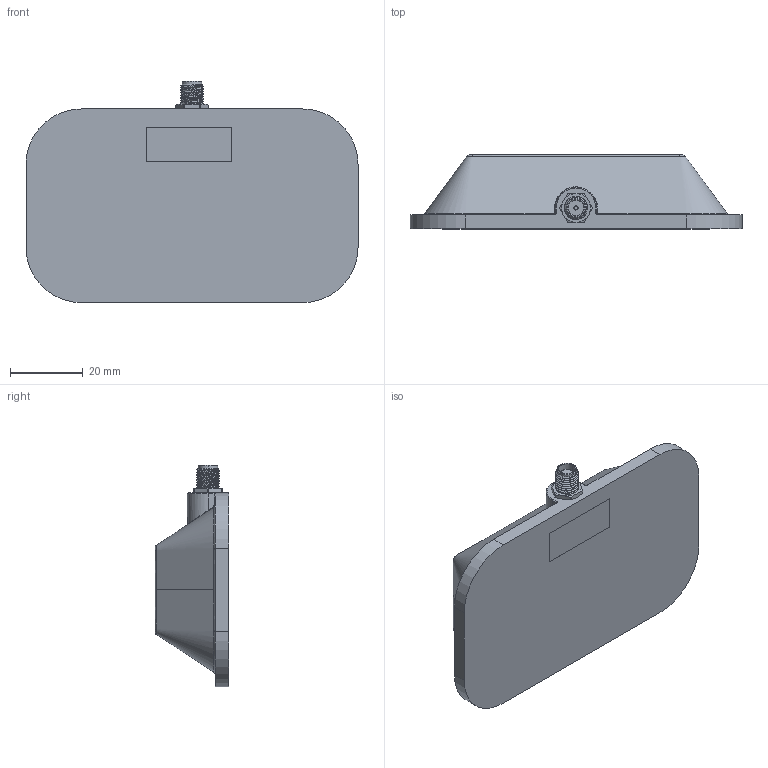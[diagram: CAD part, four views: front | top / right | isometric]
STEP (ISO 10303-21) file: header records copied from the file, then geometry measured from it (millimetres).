
FILE_DESCRIPTION (( 'STEP AP214' ), '1' );
FILE_NAME ('FM51129_3D.step', '2023-01-20T18:23:12', ( '' ), ( '' ), 'SwSTEP 2.0', 'SolidWorks 2022', '' );
FILE_SCHEMA (( 'AUTOMOTIVE_DESIGN' ));
Length unit declared in the file: inch
Products named in the file (3): FM51129_SMA; FM51129; FM51129_3D
Assembly tree (2 placements, depth 2):
  FM51129_3D
    FM51129
    FM51129_SMA
Bounding box: 91.44 x 20.35 x 60.96 mm (x, y, z)
Volume: 57777.3 mm3; surface area: 12870.6 mm2
Topology: 4 solids, 4 shells, 211 faces, 614 edges, 416 vertices
Faces by surface type: cylinder 68, bspline 68, plane 42, cone 28, torus 5
Entity records: 14782 total; most frequent: CARTESIAN_POINT 9575, ORIENTED_EDGE 1228, DIRECTION 809, EDGE_CURVE 614, VERTEX_POINT 416, AXIS2_PLACEMENT_3D 306, B_SPLINE_CURVE_WITH_KNOTS 222, EDGE_LOOP 220
